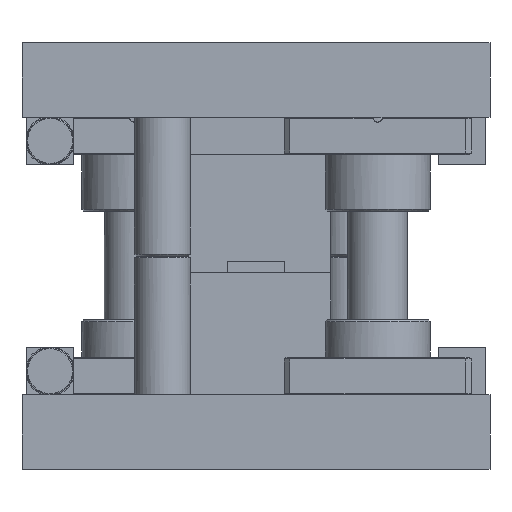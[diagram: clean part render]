
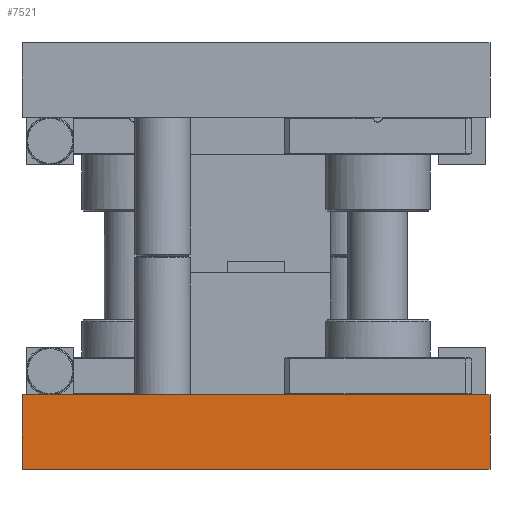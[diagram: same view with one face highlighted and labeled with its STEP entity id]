
A CAD part, left-side view. The second image highlights one B-rep face of the part: STEP entity #7521.
In plain terms, the highlighted free-form (B-spline) face has degree [1, 1] with [2, 2] control points.
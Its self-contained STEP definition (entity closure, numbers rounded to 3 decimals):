
#7521 = ADVANCED_FACE('',(#7522),#7552,.F.);
#7522 = FACE_BOUND('',#7523,.T.);
#7523 = EDGE_LOOP('',(#7524,#7533,#7540,#7547));
#7524 = ORIENTED_EDGE('',*,*,#7525,.T.);
#7525 = EDGE_CURVE('',#7526,#7528,#7530,.T.);
#7526 = VERTEX_POINT('',#7527);
#7527 = CARTESIAN_POINT('',(2635.4,273.053,
    574.532));
#7528 = VERTEX_POINT('',#7529);
#7529 = CARTESIAN_POINT('',(2635.4,501.091,
    574.532));
#7530 = B_SPLINE_CURVE_WITH_KNOTS('',1,(#7531,#7532),.UNSPECIFIED.,.F.,
  .F.,(2,2),(0.,250.),.PIECEWISE_BEZIER_KNOTS.);
#7531 = CARTESIAN_POINT('',(2635.4,273.053,
    574.532));
#7532 = CARTESIAN_POINT('',(2635.4,501.091,
    574.532));
#7533 = ORIENTED_EDGE('',*,*,#7534,.F.);
#7534 = EDGE_CURVE('',#7535,#7528,#7537,.T.);
#7535 = VERTEX_POINT('',#7536);
#7536 = CARTESIAN_POINT('',(2635.4,501.091,
    538.046));
#7537 = B_SPLINE_CURVE_WITH_KNOTS('',1,(#7538,#7539),.UNSPECIFIED.,.F.,
  .F.,(2,2),(0.,40.),.PIECEWISE_BEZIER_KNOTS.);
#7538 = CARTESIAN_POINT('',(2635.4,501.091,
    538.046));
#7539 = CARTESIAN_POINT('',(2635.4,501.091,
    574.532));
#7540 = ORIENTED_EDGE('',*,*,#7541,.F.);
#7541 = EDGE_CURVE('',#7542,#7535,#7544,.T.);
#7542 = VERTEX_POINT('',#7543);
#7543 = CARTESIAN_POINT('',(2635.4,273.053,
    538.046));
#7544 = B_SPLINE_CURVE_WITH_KNOTS('',1,(#7545,#7546),.UNSPECIFIED.,.F.,
  .F.,(2,2),(0.,250.),.PIECEWISE_BEZIER_KNOTS.);
#7545 = CARTESIAN_POINT('',(2635.4,273.053,
    538.046));
#7546 = CARTESIAN_POINT('',(2635.4,501.091,
    538.046));
#7547 = ORIENTED_EDGE('',*,*,#7548,.T.);
#7548 = EDGE_CURVE('',#7542,#7526,#7549,.T.);
#7549 = B_SPLINE_CURVE_WITH_KNOTS('',1,(#7550,#7551),.UNSPECIFIED.,.F.,
  .F.,(2,2),(0.,40.),.PIECEWISE_BEZIER_KNOTS.);
#7550 = CARTESIAN_POINT('',(2635.4,273.053,
    538.046));
#7551 = CARTESIAN_POINT('',(2635.4,273.053,
    574.532));
#7552 = B_SPLINE_SURFACE_WITH_KNOTS('',1,1,(
    (#7553,#7554)
    ,(#7555,#7556
    )),.UNSPECIFIED.,.F.,.F.,.F.,(2,2),(2,2),(-40.,0.),(0.,250.),
  .PIECEWISE_BEZIER_KNOTS.);
#7553 = CARTESIAN_POINT('',(2635.4,273.053,
    574.532));
#7554 = CARTESIAN_POINT('',(2635.4,501.091,
    574.532));
#7555 = CARTESIAN_POINT('',(2635.4,273.053,
    538.046));
#7556 = CARTESIAN_POINT('',(2635.4,501.091,
    538.046));
